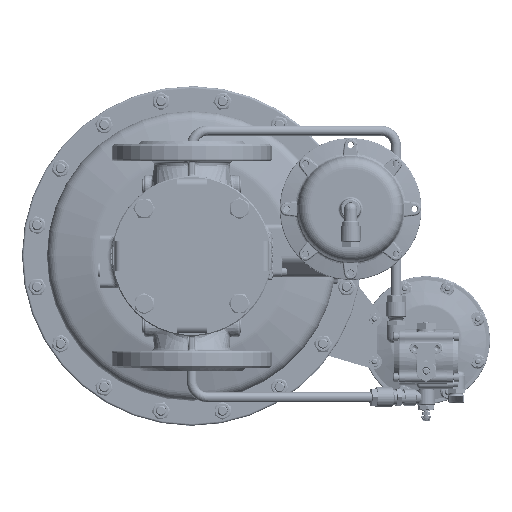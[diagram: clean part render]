
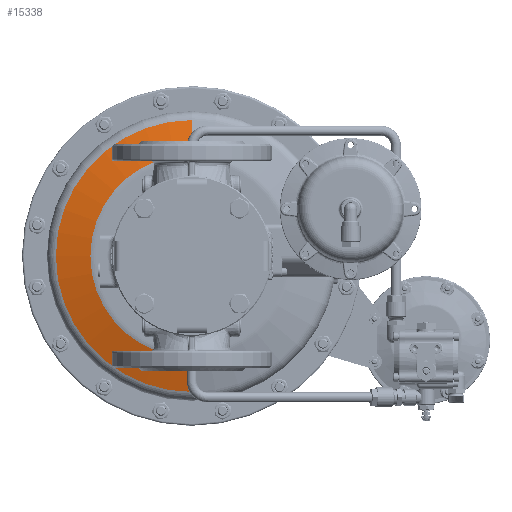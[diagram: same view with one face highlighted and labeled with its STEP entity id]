
A CAD part, front view. The second image highlights one B-rep face of the part: STEP entity #15338.
In plain terms, the highlighted conical face has half-angle 75 degrees and reference radius 101.539 mm.
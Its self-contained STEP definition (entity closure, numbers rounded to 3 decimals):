
#15338 = ADVANCED_FACE ( 'NONE', ( #45987 ), #386368, .T. ) ;
#16153 = EDGE_CURVE ( 'NONE', #93597, #76297, #172756, .T. ) ;
#36893 = ORIENTED_EDGE ( 'NONE', *, *, #214726, .T. ) ;
#45987 = FACE_OUTER_BOUND ( 'NONE', #103526, .T. ) ;
#63161 = CARTESIAN_POINT ( 'NONE',  ( 0., 155.681, -101.539 ) ) ;
#67214 = DIRECTION ( 'NONE',  ( 0., -1., 0. ) ) ;
#73447 = AXIS2_PLACEMENT_3D ( 'NONE', #380809, #176892, #342201 ) ;
#76297 = VERTEX_POINT ( 'NONE', #289034 ) ;
#93597 = VERTEX_POINT ( 'NONE', #434486 ) ;
#103526 = EDGE_LOOP ( 'NONE', ( #261105, #376632, #36893, #284516 ) ) ;
#116947 = EDGE_CURVE ( 'NONE', #437903, #123633, #361340, .T. ) ;
#123633 = VERTEX_POINT ( 'NONE', #417210 ) ;
#146400 = CARTESIAN_POINT ( 'NONE',  ( 0., 155.681, 0. ) ) ;
#172756 = LINE ( 'NONE', #245867, #343209 ) ;
#176892 = DIRECTION ( 'NONE',  ( 0., 1., 0. ) ) ;
#180601 = DIRECTION ( 'NONE',  ( 0., 0., 1. ) ) ;
#185744 = CIRCLE ( 'NONE', #354973, 101.539 ) ;
#214726 = EDGE_CURVE ( 'NONE', #76297, #123633, #223327, .T. ) ;
#223327 = CIRCLE ( 'NONE', #398688, 136.106 ) ;
#245867 = CARTESIAN_POINT ( 'NONE',  ( 0., 155.681, 101.539 ) ) ;
#261105 = ORIENTED_EDGE ( 'NONE', *, *, #271370, .F. ) ;
#270720 = VECTOR ( 'NONE', #301028, 1000. ) ;
#270874 = CARTESIAN_POINT ( 'NONE',  ( 0., 164.944, 0. ) ) ;
#271370 = EDGE_CURVE ( 'NONE', #93597, #437903, #185744, .T. ) ;
#284516 = ORIENTED_EDGE ( 'NONE', *, *, #116947, .F. ) ;
#289034 = CARTESIAN_POINT ( 'NONE',  ( 0., 164.944, 136.106 ) ) ;
#301028 = DIRECTION ( 'NONE',  ( 0., 0.259, -0.966 ) ) ;
#305122 = DIRECTION ( 'NONE',  ( 0., 0., 1. ) ) ;
#311811 = CARTESIAN_POINT ( 'NONE',  ( 0., 155.681, -101.539 ) ) ;
#342201 = DIRECTION ( 'NONE',  ( 0., 0., -1. ) ) ;
#343209 = VECTOR ( 'NONE', #347155, 1000. ) ;
#347155 = DIRECTION ( 'NONE',  ( 0., 0.259, 0.966 ) ) ;
#354973 = AXIS2_PLACEMENT_3D ( 'NONE', #146400, #384518, #180601 ) ;
#361340 = LINE ( 'NONE', #63161, #270720 ) ;
#376632 = ORIENTED_EDGE ( 'NONE', *, *, #16153, .T. ) ;
#380809 = CARTESIAN_POINT ( 'NONE',  ( 0., 155.681, 0. ) ) ;
#384518 = DIRECTION ( 'NONE',  ( 0., -1., 0. ) ) ;
#386368 = CONICAL_SURFACE ( 'NONE', #73447, 101.539, 1.309 ) ;
#398688 = AXIS2_PLACEMENT_3D ( 'NONE', #270874, #67214, #305122 ) ;
#417210 = CARTESIAN_POINT ( 'NONE',  ( 0., 164.944, -136.106 ) ) ;
#434486 = CARTESIAN_POINT ( 'NONE',  ( 0., 155.681, 101.539 ) ) ;
#437903 = VERTEX_POINT ( 'NONE', #311811 ) ;
